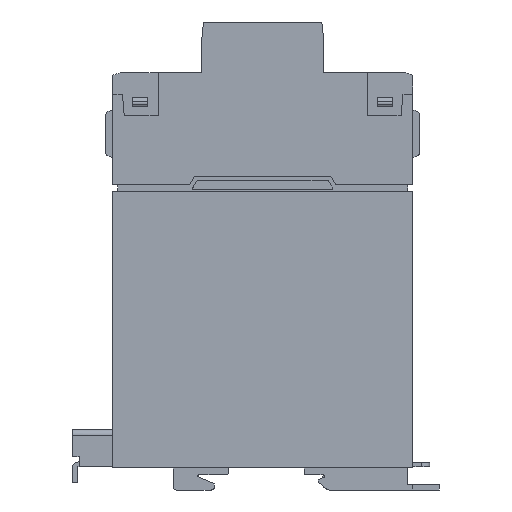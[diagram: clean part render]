
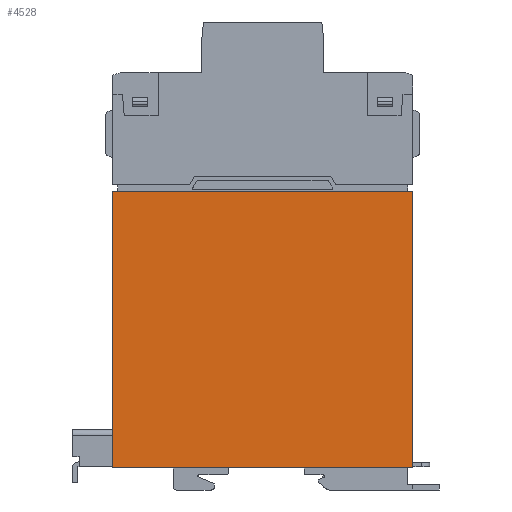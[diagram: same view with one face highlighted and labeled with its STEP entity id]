
A CAD part, left-side view. The second image highlights one B-rep face of the part: STEP entity #4528.
In plain terms, the highlighted planar face has unit normal (-1, 0, 0).
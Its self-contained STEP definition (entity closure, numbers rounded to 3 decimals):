
#4494=AXIS2_PLACEMENT_3D('Plane Axis2P3D',#4491,#4492,#4493) ;
#2966=CARTESIAN_POINT('Vertex',(0.05,98.,6.9)) ;
#3889=CARTESIAN_POINT('Vertex',(0.05,98.,16.809)) ;
#4040=CARTESIAN_POINT('Line Origine',(0.05,98.,11.855)) ;
#4072=CARTESIAN_POINT('Control Point',(0.05,8.,6.6)) ;
#4073=CARTESIAN_POINT('Control Point',(0.05,8.,89.5)) ;
#4074=CARTESIAN_POINT('Vertex',(0.05,8.,89.5)) ;
#4076=CARTESIAN_POINT('Vertex',(0.05,8.,6.6)) ;
#4491=CARTESIAN_POINT('Axis2P3D Location',(0.05,8.,6.6)) ;
#4496=CARTESIAN_POINT('Line Origine',(0.05,53.,6.6)) ;
#4500=CARTESIAN_POINT('Vertex',(0.05,98.,6.6)) ;
#4503=CARTESIAN_POINT('Line Origine',(0.05,53.,89.5)) ;
#4507=CARTESIAN_POINT('Vertex',(0.05,98.,89.5)) ;
#4510=CARTESIAN_POINT('Line Origine',(0.05,98.,53.155)) ;
#4515=CARTESIAN_POINT('Line Origine',(0.05,98.,6.75)) ;
#4041=DIRECTION('Vector Direction',(0.,0.,1.)) ;
#4492=DIRECTION('Axis2P3D Direction',(-1.,0.,0.)) ;
#4493=DIRECTION('Axis2P3D XDirection',(0.,0.,1.)) ;
#4497=DIRECTION('Vector Direction',(0.,1.,0.)) ;
#4504=DIRECTION('Vector Direction',(0.,1.,0.)) ;
#4511=DIRECTION('Vector Direction',(0.,0.,1.)) ;
#4516=DIRECTION('Vector Direction',(0.,0.,1.)) ;
#4042=VECTOR('Line Direction',#4041,1.) ;
#4498=VECTOR('Line Direction',#4497,1.) ;
#4505=VECTOR('Line Direction',#4504,1.) ;
#4512=VECTOR('Line Direction',#4511,1.) ;
#4517=VECTOR('Line Direction',#4516,1.) ;
#4521=ORIENTED_EDGE('',*,*,#4502,.F.) ;
#4522=ORIENTED_EDGE('',*,*,#4078,.F.) ;
#4523=ORIENTED_EDGE('',*,*,#4509,.T.) ;
#4524=ORIENTED_EDGE('',*,*,#4514,.F.) ;
#4525=ORIENTED_EDGE('',*,*,#4044,.F.) ;
#4526=ORIENTED_EDGE('',*,*,#4519,.F.) ;
#4528=ADVANCED_FACE('RELAIS',(#4527),#4495,.T.) ;
#4071=B_SPLINE_CURVE_WITH_KNOTS('',1,(#4072,#4073),.UNSPECIFIED.,.F.,.U.,(2,2),(0.,82.9),.UNSPECIFIED.) ;
#4044=EDGE_CURVE('',#2967,#3890,#4043,.T.) ;
#4078=EDGE_CURVE('',#4075,#4077,#4071,.F.) ;
#4502=EDGE_CURVE('',#4077,#4501,#4499,.T.) ;
#4509=EDGE_CURVE('',#4075,#4508,#4506,.T.) ;
#4514=EDGE_CURVE('',#3890,#4508,#4513,.T.) ;
#4519=EDGE_CURVE('',#4501,#2967,#4518,.T.) ;
#4520=EDGE_LOOP('',(#4521,#4522,#4523,#4524,#4525,#4526)) ;
#4527=FACE_OUTER_BOUND('',#4520,.T.) ;
#4043=LINE('Line',#4040,#4042) ;
#4499=LINE('Line',#4496,#4498) ;
#4506=LINE('Line',#4503,#4505) ;
#4513=LINE('Line',#4510,#4512) ;
#4518=LINE('Line',#4515,#4517) ;
#4495=PLANE('',#4494) ;
#2967=VERTEX_POINT('',#2966) ;
#3890=VERTEX_POINT('',#3889) ;
#4075=VERTEX_POINT('',#4074) ;
#4077=VERTEX_POINT('',#4076) ;
#4501=VERTEX_POINT('',#4500) ;
#4508=VERTEX_POINT('',#4507) ;
